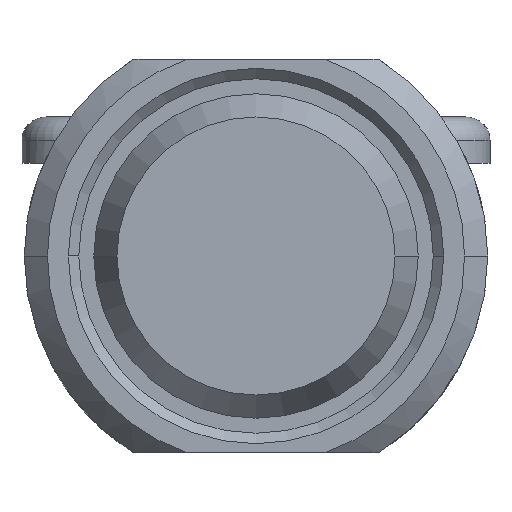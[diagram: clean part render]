
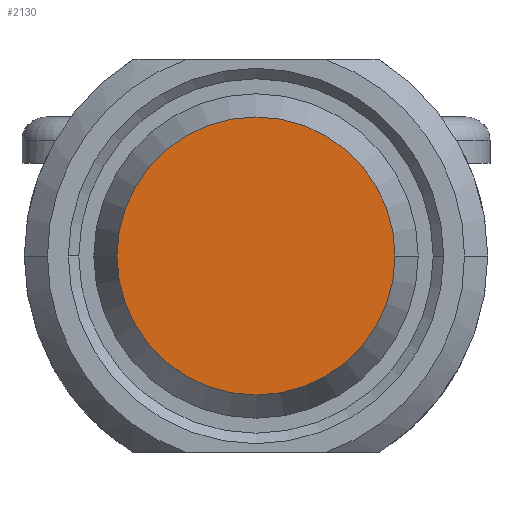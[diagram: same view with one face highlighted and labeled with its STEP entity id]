
A CAD part, front view. The second image highlights one B-rep face of the part: STEP entity #2130.
In plain terms, the highlighted planar face has unit normal (0, -1, 0).
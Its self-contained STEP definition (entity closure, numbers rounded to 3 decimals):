
#1930=CARTESIAN_POINT('',(0.,0.,0.));
#1940=DIRECTION('',(0.,-1.,0.));
#1950=DIRECTION('',(1.,0.,0.));
#1960=AXIS2_PLACEMENT_3D('',#1930,#1940,#1950);
#1970=PLANE('',#1960);
#1980=CARTESIAN_POINT('',(0.,0.,0.));
#1990=DIRECTION('',(0.,1.,0.));
#2000=DIRECTION('',(1.,0.,0.));
#2010=AXIS2_PLACEMENT_3D('',#1980,#1990,#2000);
#2020=CIRCLE('',#2010,6.);
#2030=CARTESIAN_POINT('',(6.,0.,0.));
#2040=VERTEX_POINT('',#2030);
#2050=CARTESIAN_POINT('',(-6.,0.,
0.));
#2060=VERTEX_POINT('',#2050);
#2070=EDGE_CURVE('',#2040,#2060,#2020,.T.);
#2080=ORIENTED_EDGE('',*,*,#2070,.F.);
#2090=EDGE_CURVE('',#2060,#2040,#2020,.T.);
#2100=ORIENTED_EDGE('',*,*,#2090,.F.);
#2110=EDGE_LOOP('',(#2100,#2080));
#2120=FACE_OUTER_BOUND('',#2110,.T.);
#2130=ADVANCED_FACE('',(#2120),#1970,.T.);
